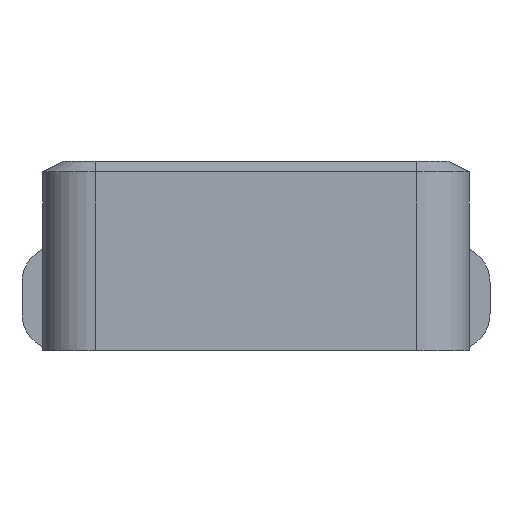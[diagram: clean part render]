
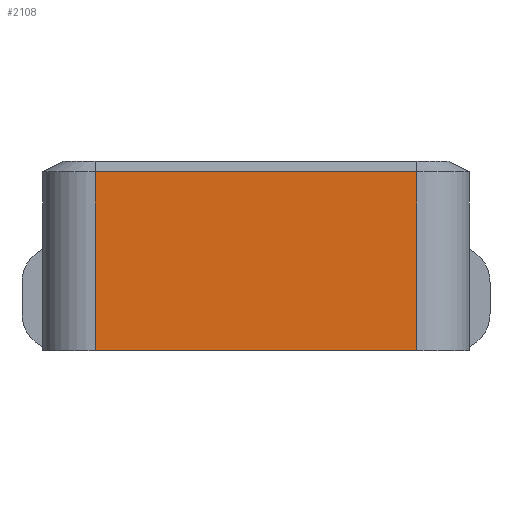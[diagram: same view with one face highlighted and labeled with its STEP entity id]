
A CAD part, front view. The second image highlights one B-rep face of the part: STEP entity #2108.
In plain terms, the highlighted planar face has unit normal (0, -1, 0).
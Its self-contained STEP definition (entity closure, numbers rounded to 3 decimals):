
#431=ORIENTED_EDGE('',*,*,#994,.T.);
#432=ORIENTED_EDGE('',*,*,#995,.T.);
#433=ORIENTED_EDGE('',*,*,#996,.T.);
#434=ORIENTED_EDGE('',*,*,#971,.T.);
#971=EDGE_CURVE('',#1265,#1264,#1424,.T.);
#994=EDGE_CURVE('',#1264,#1282,#1444,.F.);
#995=EDGE_CURVE('',#1282,#1283,#1445,.T.);
#996=EDGE_CURVE('',#1283,#1265,#1446,.T.);
#1264=VERTEX_POINT('',#4135);
#1265=VERTEX_POINT('',#4137);
#1282=VERTEX_POINT('',#4180);
#1283=VERTEX_POINT('',#4182);
#1424=LINE('',#4136,#1597);
#1444=LINE('',#4179,#1617);
#1445=LINE('',#4181,#1618);
#1446=LINE('',#4183,#1619);
#1597=VECTOR('',#3268,1000.);
#1617=VECTOR('',#3300,1000.);
#1618=VECTOR('',#3301,1000.);
#1619=VECTOR('',#3302,1000.);
#1738=EDGE_LOOP('',(#431,#432,#433,#434));
#1879=FACE_BOUND('',#1738,.T.);
#2003=PLANE('',#3001);
#2108=ADVANCED_FACE('',(#1879),#2003,.F.);
#3001=AXIS2_PLACEMENT_3D('',#4178,#3298,#3299);
#3268=DIRECTION('',(1.,0.,0.));
#3298=DIRECTION('',(0.,1.,0.));
#3299=DIRECTION('',(-1.,0.,0.));
#3300=DIRECTION('',(0.,0.,-1.));
#3301=DIRECTION('',(-1.,0.,0.));
#3302=DIRECTION('',(0.,0.,-1.));
#4135=CARTESIAN_POINT('',(1.53,-2.03,0.));
#4136=CARTESIAN_POINT('',(-2.03,-2.03,0.));
#4137=CARTESIAN_POINT('',(-1.53,-2.03,0.));
#4178=CARTESIAN_POINT('',(-2.03,-2.03,1.8));
#4179=CARTESIAN_POINT('',(1.53,-2.03,1.8));
#4180=CARTESIAN_POINT('',(1.53,-2.03,1.7));
#4181=CARTESIAN_POINT('',(-1.53,-2.03,1.7));
#4182=CARTESIAN_POINT('',(-1.53,-2.03,1.7));
#4183=CARTESIAN_POINT('',(-1.53,-2.03,1.8));
